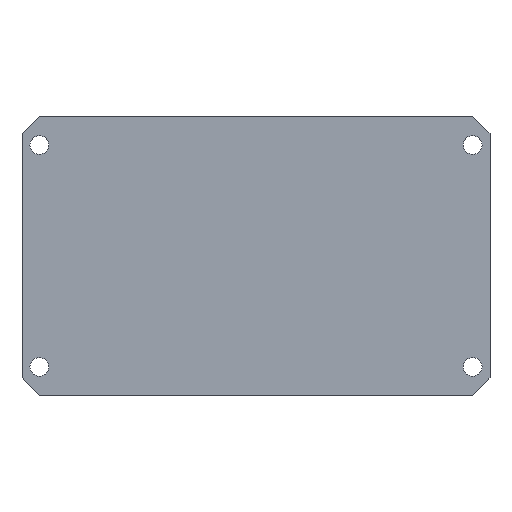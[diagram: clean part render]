
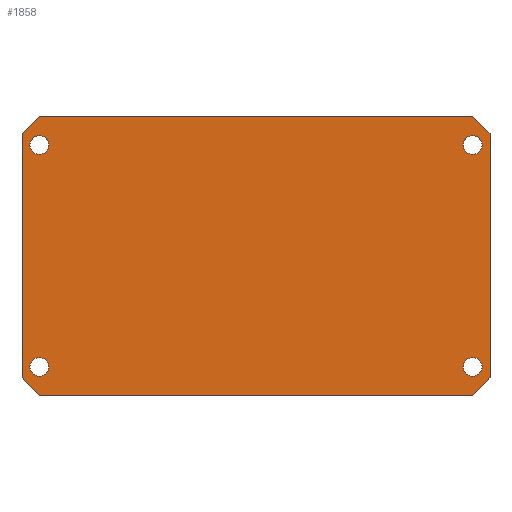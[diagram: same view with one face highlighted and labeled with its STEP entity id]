
A CAD part, top view. The second image highlights one B-rep face of the part: STEP entity #1858.
In plain terms, the highlighted planar face has unit normal (0, 0, 1).
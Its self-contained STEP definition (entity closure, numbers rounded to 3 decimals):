
#1858=ADVANCED_FACE('',(#7300,#7302,#7304,#7306,#7308),#7310,.T.);
#7300=FACE_BOUND('',#7301,.T.);
#7301=EDGE_LOOP('',(#11834,#11835,#11836,#11837,#11838,#11839,#11840,#11841));
#7302=FACE_BOUND('',#7303,.T.);
#7303=EDGE_LOOP('',(#11842));
#7304=FACE_BOUND('',#7305,.T.);
#7305=EDGE_LOOP('',(#11843));
#7306=FACE_BOUND('',#7307,.T.);
#7307=EDGE_LOOP('',(#11844));
#7308=FACE_BOUND('',#7309,.T.);
#7309=EDGE_LOOP('',(#11845));
#7310=PLANE('',#7311);
#7311=AXIS2_PLACEMENT_3D('',#7312,#7313,#7314);
#7312=CARTESIAN_POINT('',(0.,0.,10.15));
#7313=DIRECTION('',(0.,0.,1.));
#7314=DIRECTION('',(1.,0.,0.));
#11834=ORIENTED_EDGE('',*,*,#15139,.F.);
#11835=ORIENTED_EDGE('',*,*,#15140,.T.);
#11836=ORIENTED_EDGE('',*,*,#15141,.F.);
#11837=ORIENTED_EDGE('',*,*,#15142,.T.);
#11838=ORIENTED_EDGE('',*,*,#14722,.F.);
#11839=ORIENTED_EDGE('',*,*,#14187,.T.);
#11840=ORIENTED_EDGE('',*,*,#15138,.F.);
#11841=ORIENTED_EDGE('',*,*,#15143,.T.);
#11842=ORIENTED_EDGE('',*,*,#15144,.T.);
#11843=ORIENTED_EDGE('',*,*,#15145,.T.);
#11844=ORIENTED_EDGE('',*,*,#15146,.T.);
#11845=ORIENTED_EDGE('',*,*,#15147,.T.);
#14187=EDGE_CURVE('',#16068,#16080,#16082,.T.);
#14722=EDGE_CURVE('',#16068,#16958,#16961,.F.);
#15138=EDGE_CURVE('',#17785,#16080,#17787,.F.);
#15139=EDGE_CURVE('',#17788,#17789,#17790,.F.);
#15140=EDGE_CURVE('',#17788,#17791,#17792,.T.);
#15141=EDGE_CURVE('',#17793,#17791,#17794,.F.);
#15142=EDGE_CURVE('',#17793,#16958,#17795,.T.);
#15143=EDGE_CURVE('',#17785,#17789,#17796,.T.);
#15144=EDGE_CURVE('',#17797,#17797,#17798,.T.);
#15145=EDGE_CURVE('',#17799,#17799,#17800,.T.);
#15146=EDGE_CURVE('',#17801,#17801,#17802,.T.);
#15147=EDGE_CURVE('',#17803,#17803,#17804,.T.);
#16068=VERTEX_POINT('',#19257);
#16080=VERTEX_POINT('',#19281);
#16082=LINE('',#19285,#19286);
#16958=VERTEX_POINT('',#21385);
#16961=LINE('',#21392,#21393);
#17785=VERTEX_POINT('',#23169);
#17787=LINE('',#23173,#23174);
#17788=VERTEX_POINT('',#23176);
#17789=VERTEX_POINT('',#23177);
#17790=LINE('',#23178,#23179);
#17791=VERTEX_POINT('',#23181);
#17792=LINE('',#23182,#23183);
#17793=VERTEX_POINT('',#23185);
#17794=LINE('',#23186,#23187);
#17795=LINE('',#23189,#23190);
#17796=LINE('',#23192,#23193);
#17797=VERTEX_POINT('',#23195);
#17798=CIRCLE('',#23196,1.35);
#17799=VERTEX_POINT('',#23200);
#17800=CIRCLE('',#23201,1.35);
#17801=VERTEX_POINT('',#23205);
#17802=CIRCLE('',#23206,1.35);
#17803=VERTEX_POINT('',#23210);
#17804=CIRCLE('',#23211,1.35);
#19257=CARTESIAN_POINT('',(31.25,20.1,10.15));
#19281=CARTESIAN_POINT('',(-31.25,20.1,10.15));
#19285=CARTESIAN_POINT('',(31.25,20.1,10.15));
#19286=VECTOR('',#19287,1.);
#19287=DIRECTION('',(-1.,0.,0.));
#21385=CARTESIAN_POINT('',(33.75,17.6,10.15));
#21392=CARTESIAN_POINT('',(33.75,17.6,10.15));
#21393=VECTOR('',#21394,1.);
#21394=DIRECTION('',(-0.707,0.707,0.));
#23169=CARTESIAN_POINT('',(-33.75,17.6,10.15));
#23173=CARTESIAN_POINT('',(-31.25,20.1,10.15));
#23174=VECTOR('',#23175,1.);
#23175=DIRECTION('',(-0.707,-0.707,0.));
#23176=CARTESIAN_POINT('',(-31.25,-20.1,10.15));
#23177=CARTESIAN_POINT('',(-33.75,-17.6,10.15));
#23178=CARTESIAN_POINT('',(-33.75,-17.6,10.15));
#23179=VECTOR('',#23180,1.);
#23180=DIRECTION('',(0.707,-0.707,0.));
#23181=CARTESIAN_POINT('',(31.25,-20.1,10.15));
#23182=CARTESIAN_POINT('',(-31.25,-20.1,10.15));
#23183=VECTOR('',#23184,1.);
#23184=DIRECTION('',(1.,0.,0.));
#23185=CARTESIAN_POINT('',(33.75,-17.6,10.15));
#23186=CARTESIAN_POINT('',(31.25,-20.1,10.15));
#23187=VECTOR('',#23188,1.);
#23188=DIRECTION('',(0.707,0.707,0.));
#23189=CARTESIAN_POINT('',(33.75,-17.6,10.15));
#23190=VECTOR('',#23191,1.);
#23191=DIRECTION('',(0.,1.,0.));
#23192=CARTESIAN_POINT('',(-33.75,17.6,10.15));
#23193=VECTOR('',#23194,1.);
#23194=DIRECTION('',(0.,-1.,0.));
#23195=CARTESIAN_POINT('',(29.9,16.,10.15));
#23196=AXIS2_PLACEMENT_3D('',#23197,#23198,#23199);
#23197=CARTESIAN_POINT('',(31.25,16.,10.15));
#23198=DIRECTION('',(-0.,-0.,-1.));
#23199=DIRECTION('',(-1.,0.,0.));
#23200=CARTESIAN_POINT('',(-32.6,-16.,10.15));
#23201=AXIS2_PLACEMENT_3D('',#23202,#23203,#23204);
#23202=CARTESIAN_POINT('',(-31.25,-16.,10.15));
#23203=DIRECTION('',(-0.,-0.,-1.));
#23204=DIRECTION('',(-1.,0.,0.));
#23205=CARTESIAN_POINT('',(-32.6,16.,10.15));
#23206=AXIS2_PLACEMENT_3D('',#23207,#23208,#23209);
#23207=CARTESIAN_POINT('',(-31.25,16.,10.15));
#23208=DIRECTION('',(-0.,-0.,-1.));
#23209=DIRECTION('',(-1.,0.,0.));
#23210=CARTESIAN_POINT('',(29.9,-16.,10.15));
#23211=AXIS2_PLACEMENT_3D('',#23212,#23213,#23214);
#23212=CARTESIAN_POINT('',(31.25,-16.,10.15));
#23213=DIRECTION('',(-0.,-0.,-1.));
#23214=DIRECTION('',(-1.,0.,0.));
